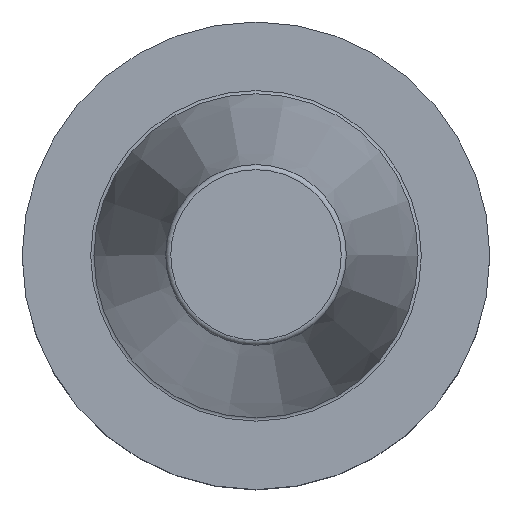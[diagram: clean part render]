
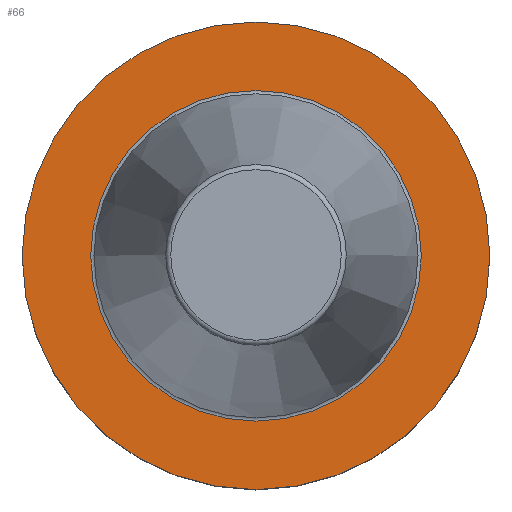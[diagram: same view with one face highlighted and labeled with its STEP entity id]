
A CAD part, top view. The second image highlights one B-rep face of the part: STEP entity #66.
In plain terms, the highlighted planar face has unit normal (0, 0, 1).
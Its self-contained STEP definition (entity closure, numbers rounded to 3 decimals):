
#49=PLANE('',#264);
#66=ADVANCED_FACE('',(#98,#99),#49,.F.);
#98=FACE_BOUND('',#134,.T.);
#99=FACE_BOUND('',#135,.T.);
#134=EDGE_LOOP('',(#170));
#135=EDGE_LOOP('',(#171));
#170=ORIENTED_EDGE('',*,*,#212,.F.);
#171=ORIENTED_EDGE('',*,*,#211,.T.);
#193=VERTEX_POINT('',#389);
#194=VERTEX_POINT('',#392);
#211=EDGE_CURVE('',#193,#193,#229,.T.);
#212=EDGE_CURVE('',#194,#194,#230,.T.);
#229=CIRCLE('',#261,22.99);
#230=CIRCLE('',#263,16.25);
#261=AXIS2_PLACEMENT_3D('',#388,#326,#327);
#263=AXIS2_PLACEMENT_3D('',#391,#330,#331);
#264=AXIS2_PLACEMENT_3D('',#393,#332,#333);
#326=DIRECTION('',(0.0,0.0,1.0));
#327=DIRECTION('',(1.0,0.0,0.0));
#330=DIRECTION('',(0.0,0.0,1.0));
#331=DIRECTION('',(1.0,0.0,0.0));
#332=DIRECTION('',(0.0,0.0,-1.0));
#333=DIRECTION('',(-1.0,0.0,0.0));
#388=CARTESIAN_POINT('',(0.0,0.0,-2.0));
#389=CARTESIAN_POINT('',(22.99,0.0,-2.0));
#391=CARTESIAN_POINT('',(0.0,0.0,-2.0));
#392=CARTESIAN_POINT('',(16.25,0.0,-2.0));
#393=CARTESIAN_POINT('',(0.0,22.99,-2.0));
